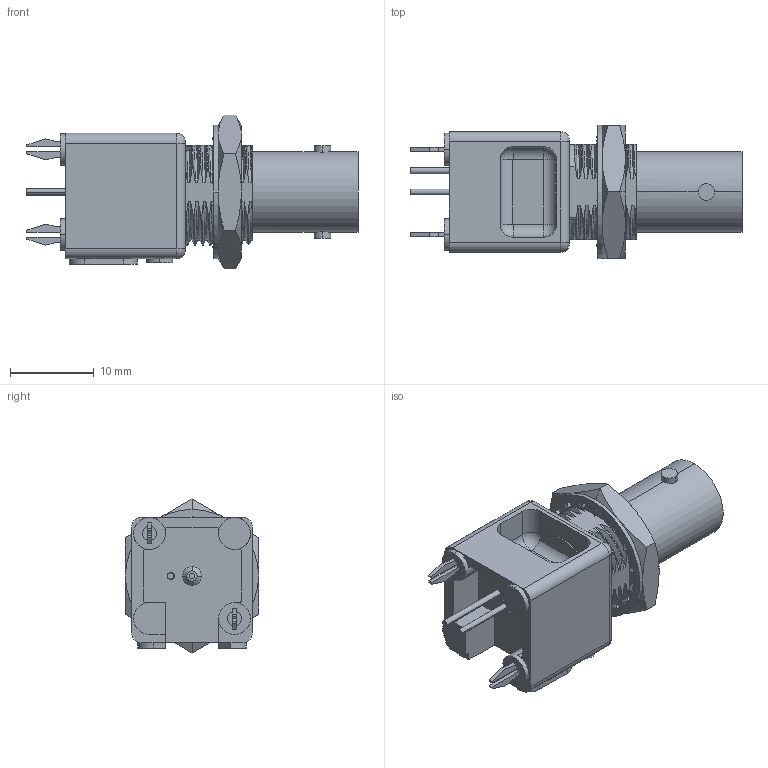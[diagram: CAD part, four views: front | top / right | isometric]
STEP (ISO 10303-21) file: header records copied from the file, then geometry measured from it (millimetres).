
FILE_DESCRIPTION(('STEP AP214'),'1');
FILE_NAME('112495.step','2020-06-01T08:48:26',(' '),('ANSOFT Corporation'),'Spatial InterOp 3D',' ',' ');
FILE_SCHEMA(('AUTOMOTIVE_DESIGN { 1 0 10303 214 1 1 1 1 }'));
Length unit declared in the file: millimetre
Products named in the file (1): 112502_Unnamed_7
Bounding box: 39.6 x 15.88 x 18.33 mm (x, y, z)
Volume: 3580.6 mm3; surface area: 3835.1 mm2
Topology: 1 solids, 1 shells, 775 faces, 2193 edges, 1390 vertices
Faces by surface type: plane 341, cylinder 157, bspline 148, cone 121, torus 8
Entity records: 50479 total; most frequent: CARTESIAN_POINT 26182, ORIENTED_EDGE 4270, DIRECTION 3154, EDGE_CURVE 2135, VERTEX_POINT 1361, AXIS2_PLACEMENT_3D 1098, LINE 958, VECTOR 958
